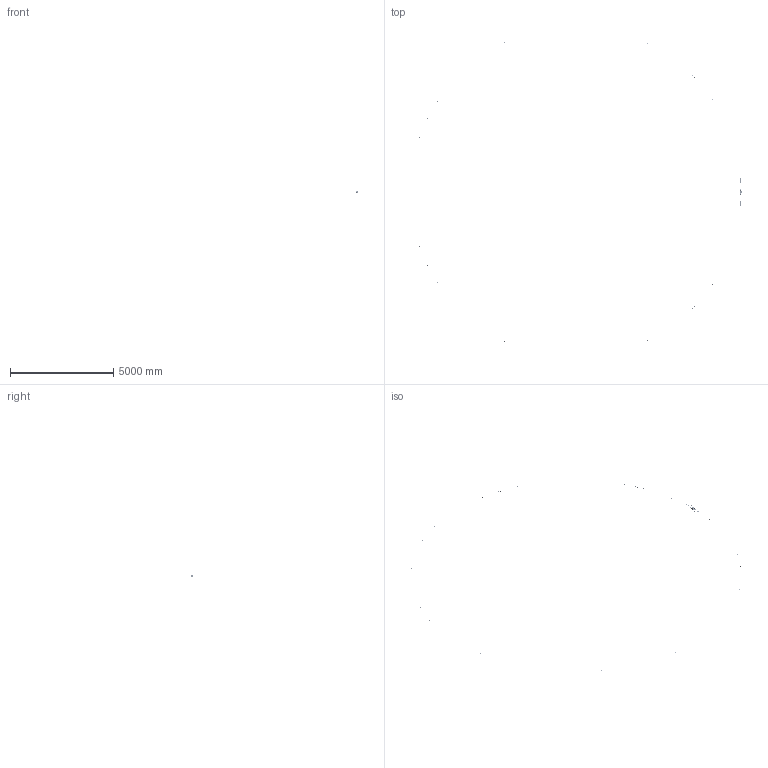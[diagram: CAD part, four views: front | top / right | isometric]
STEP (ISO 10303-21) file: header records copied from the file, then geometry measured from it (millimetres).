
FILE_DESCRIPTION((''),'2;1');
FILE_NAME('NC8-80-100','2016-12-23T',('hhpo'),(''),'PRO/ENGINEER BY PARAMETRIC TECHNOLOGY CORPORATION, 2007090','PRO/ENGINEER BY PARAMETRIC TECHNOLOGY CORPORATION, 2007090','');
FILE_SCHEMA(('CONFIG_CONTROL_DESIGN'));
Products named in the file (1): NC8-80-100
Bounding box: 16095.3 x 16043.89 x 583.5 mm (x, y, z)
Surface area: 754326.4 mm2 (no closed solid volume)
Topology: 0 solids, 0 shells, 15355 faces, 83026 edges, 81685 vertices
Faces by surface type: bspline 13545, torus 1117, sphere 693
Entity records: 1156751 total; most frequent: CARTESIAN_POINT 421004, DIRECTION 118221, TRIMMED_CURVE 104818, VECTOR 95035, LINE 95035, DEFINITIONAL_REPRESENTATION 79896, PCURVE 79896, COMPOSITE_CURVE_SEGMENT 79896
